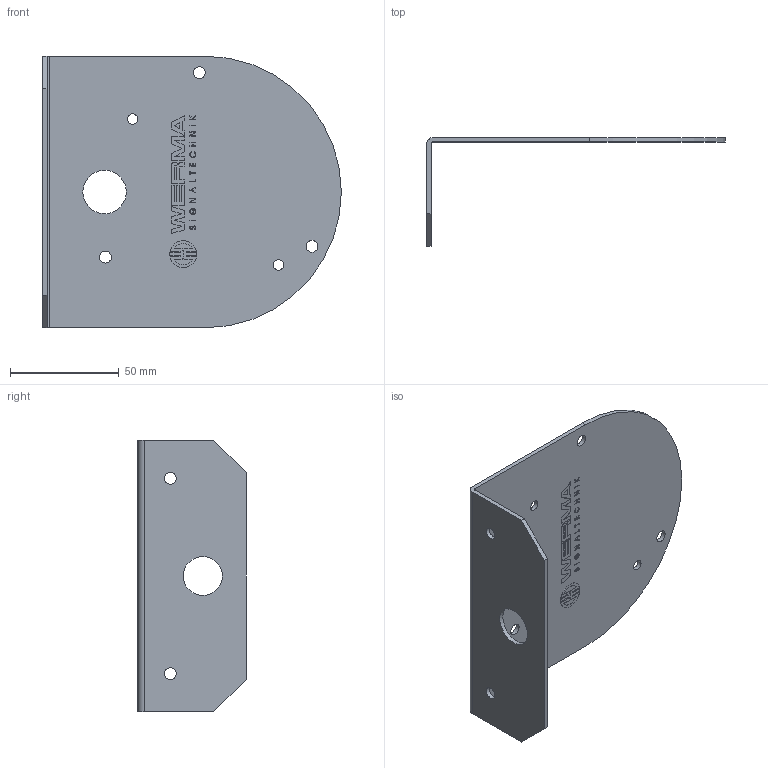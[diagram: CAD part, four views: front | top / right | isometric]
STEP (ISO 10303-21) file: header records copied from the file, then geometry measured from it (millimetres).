
FILE_DESCRIPTION(/* description */ ('Customer part'),/* implementation_level */ '2;1');
FILE_NAME(/* name */ '800000010407_PRT_000.step',/* time_stamp */ '2018-07-16T18:31:28+02:00',/* author */ ('IMPORT'),/* organization */ ('WERMA Signaltechnik GmbH+Co.KG'),/* preprocessor_version */ 'ST-DEVELOPER v17',/* originating_system */ 'Autodesk Inventor 2018',/* authorisation */ 'public');
FILE_SCHEMA (('AUTOMOTIVE_DESIGN { 1 0 10303 214 3 1 1 }'));
Length unit declared in the file: millimetre
Products named in the file (1): 800000010407
Bounding box: 137.5 x 50 x 125 mm (x, y, z)
Volume: 40969 mm3; surface area: 42585.2 mm2
Topology: 1 solids, 1 shells, 497 faces, 1341 edges, 894 vertices
Faces by surface type: plane 395, cylinder 86, bspline 16
Full cylindrical faces by diameter (mm): 4.8 x2, 5.5 x5, 18 x1, 20 x1
Entity records: 17032 total; most frequent: CARTESIAN_POINT 4297, ORIENTED_EDGE 2682, DIRECTION 2477, EDGE_CURVE 1341, LINE 1137, VECTOR 1137, VERTEX_POINT 894, AXIS2_PLACEMENT_3D 670
